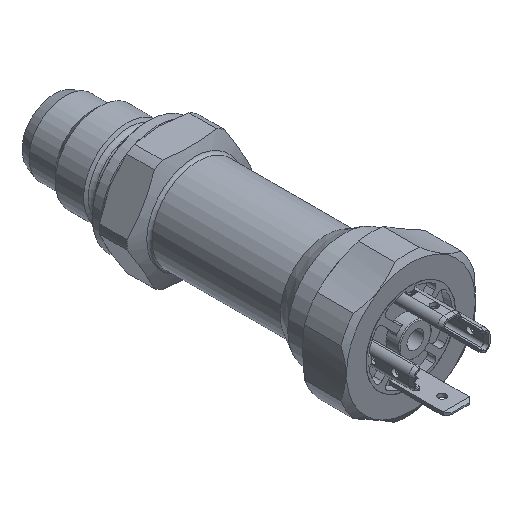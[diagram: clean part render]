
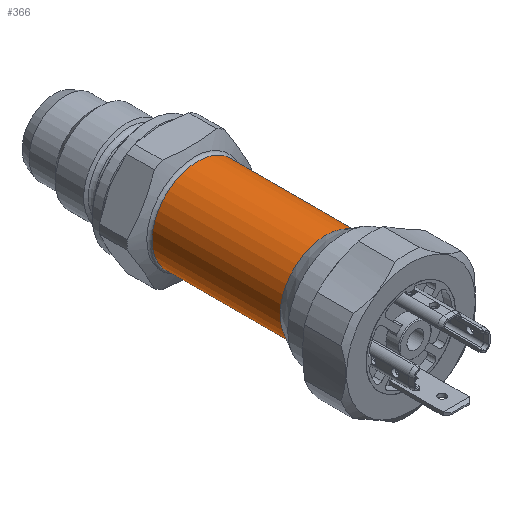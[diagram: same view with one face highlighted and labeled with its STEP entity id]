
A CAD part, isometric view. The second image highlights one B-rep face of the part: STEP entity #366.
In plain terms, the highlighted cylindrical face has radius 11 mm (diameter 22 mm), a full revolution.
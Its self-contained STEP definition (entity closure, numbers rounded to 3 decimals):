
#366 = ADVANCED_FACE( '', ( #1010, #1011 ), #1012, .T. );
#1010 = FACE_OUTER_BOUND( '', #1975, .T. );
#1011 = FACE_OUTER_BOUND( '', #1976, .T. );
#1012 = CYLINDRICAL_SURFACE( '', #1977, 11. );
#1975 = EDGE_LOOP( '', ( #3460 ) );
#1976 = EDGE_LOOP( '', ( #3461 ) );
#1977 = AXIS2_PLACEMENT_3D( '', #3462, #3463, #3464 );
#3460 = ORIENTED_EDGE( '', *, *, #6329, .T. );
#3461 = ORIENTED_EDGE( '', *, *, #6330, .T. );
#3462 = CARTESIAN_POINT( '', ( 0., -65.5, 0. ) );
#3463 = DIRECTION( '', ( 0., -1., 0. ) );
#3464 = DIRECTION( '', ( 1., 0., 0. ) );
#6329 = EDGE_CURVE( '', #7582, #7582, #7583, .T. );
#6330 = EDGE_CURVE( '', #7584, #7584, #7585, .T. );
#7582 = VERTEX_POINT( '', #9569 );
#7583 = CIRCLE( '', #9570, 11. );
#7584 = VERTEX_POINT( '', #9571 );
#7585 = CIRCLE( '', #9572, 11. );
#9569 = CARTESIAN_POINT( '', ( 11., -43.1, 0. ) );
#9570 = AXIS2_PLACEMENT_3D( '', #13473, #13474, #13475 );
#9571 = CARTESIAN_POINT( '', ( 11., -12.26, 0. ) );
#9572 = AXIS2_PLACEMENT_3D( '', #13476, #13477, #13478 );
#13473 = CARTESIAN_POINT( '', ( 0., -43.1, 0. ) );
#13474 = DIRECTION( '', ( 0., 1., 0. ) );
#13475 = DIRECTION( '', ( 1., 0., 0. ) );
#13476 = CARTESIAN_POINT( '', ( 0., -12.26, 0. ) );
#13477 = DIRECTION( '', ( 0., -1., 0. ) );
#13478 = DIRECTION( '', ( 1., 0., 0. ) );
